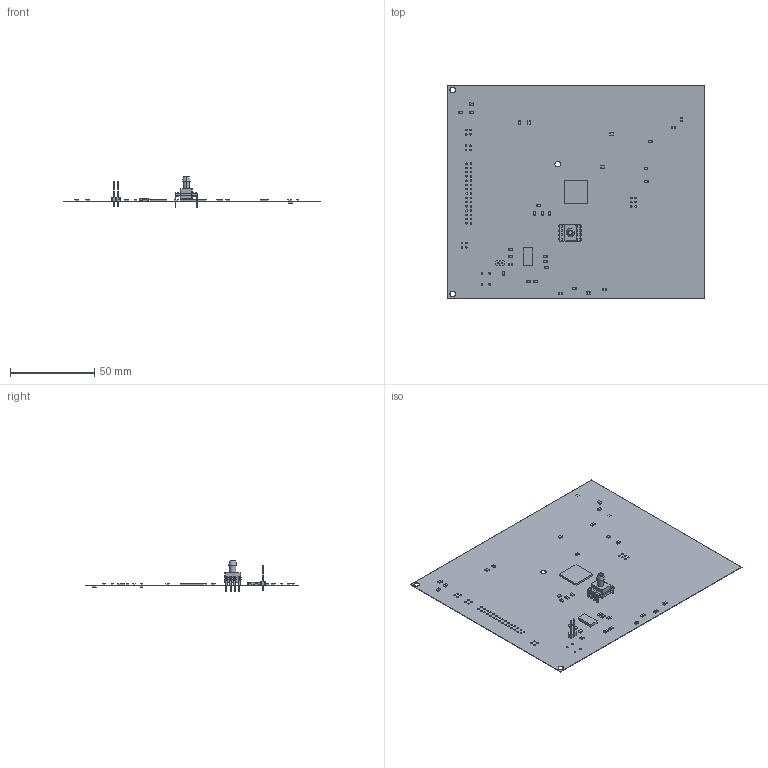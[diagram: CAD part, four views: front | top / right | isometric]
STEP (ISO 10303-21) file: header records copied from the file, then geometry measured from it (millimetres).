
FILE_DESCRIPTION(('Open CASCADE Model'),'2;1');
FILE_NAME('Open CASCADE Shape Model','2013-05-21T13:21:53',('Author'),( 'Open CASCADE'),'Open CASCADE STEP processor 6.2','Open CASCADE 6.2' ,'Unknown');
FILE_SCHEMA(('AUTOMOTIVE_DESIGN { 1 0 10303 214 1 1 1 1 }'));
Length unit declared in the file: millimetre
Products named in the file (72): PCB; Board; 4; 369276288; Extruded; 369031408; 3; 2; 369276544; 369278336; Open CASCADE STEP translator 6.2 3.5; Open CASCADE STEP translator 6.2 3.6; User_Library-SSCDANT; User_Library-SSCDANT_Open_CASCADE_STEP_translator_6.2_2.1; User_Library-SSCDANT_Cono; User_Library-SSCDANT_674047976; User_Library-SSCDANT_Extruded; User_Library-SSCDANT_674047016; User_Library-SSCDANT_Extruded_2; User_Library-SSCDANT_674046896; User_Library-SSCDANT_Extruded_3; User_Library-SSCDANT_674569264; User_Library-SSCDANT_Extruded_4; User_Library-SSCDANT_674569392; User_Library-SSCDANT_Extruded_5; User_Library-SSCDANT_599942656; User_Library-SSCDANT_Cylinder; 1; 369276032; 349226848; R12; R11; U5; 411865072; C6; U6; 441841728; C7; C4; 369276672 ...
Assembly tree (175 placements, depth 6):
  PCB
    Board
    4
      369276288  x2
        Extruded
      369031408
        Extruded
    3
      369276288  x2
        Extruded
      369031408
        Extruded
    2
      369276544  x2
        Extruded
      369278336
        Extruded
    Open CASCADE STEP translator 6.2 3.5
      369276544  x2
        Extruded
      369278336
        Extruded
    Open CASCADE STEP translator 6.2 3.6
      User_Library-SSCDANT
        User_Library-SSCDANT_Open_CASCADE_STEP_translator_6.2_2.1
          User_Library-SSCDANT_Cono
          User_Library-SSCDANT_674047976  x8
            User_Library-SSCDANT_Extruded
          User_Library-SSCDANT_674047016  x4
            User_Library-SSCDANT_Extruded_2
          User_Library-SSCDANT_674046896  x4
            User_Library-SSCDANT_Extruded_3
          User_Library-SSCDANT_674569264
            User_Library-SSCDANT_Extruded_4
          User_Library-SSCDANT_674569392
            User_Library-SSCDANT_Extruded_5
          User_Library-SSCDANT_599942656
            User_Library-SSCDANT_Cylinder
    1
      369276032  x2
        Extruded
      349226848  x2
        Extruded
    R12
      369276544  x2
        Extruded
      369278336
        Extruded
    R11
      369276544  x2
        Extruded
      369278336
        Extruded
    U5
      411865072
        Extruded
    C6
      369276544  x2
        Extruded
      369278336
Bounding box: 152.4 x 127 x 18.45 mm (x, y, z)
Volume: 6480.3 mm3; surface area: 41227.6 mm2
Topology: 122 solids, 122 shells, 1193 faces, 2843 edges, 1894 vertices
Faces by surface type: plane 1122, cylinder 69, cone 2
Full cylindrical faces by diameter (mm): 0.762 x8, 0.889 x2, 0.9 x48, 1 x4, 3.264 x3
Entity records: 22142 total; most frequent: CARTESIAN_POINT 3334, DIRECTION 3289, LINE 1945, VECTOR 1945, ORIENTED_EDGE 1502, PCURVE 1502, DEFINITIONAL_REPRESENTATION 1502, EDGE_CURVE 751
